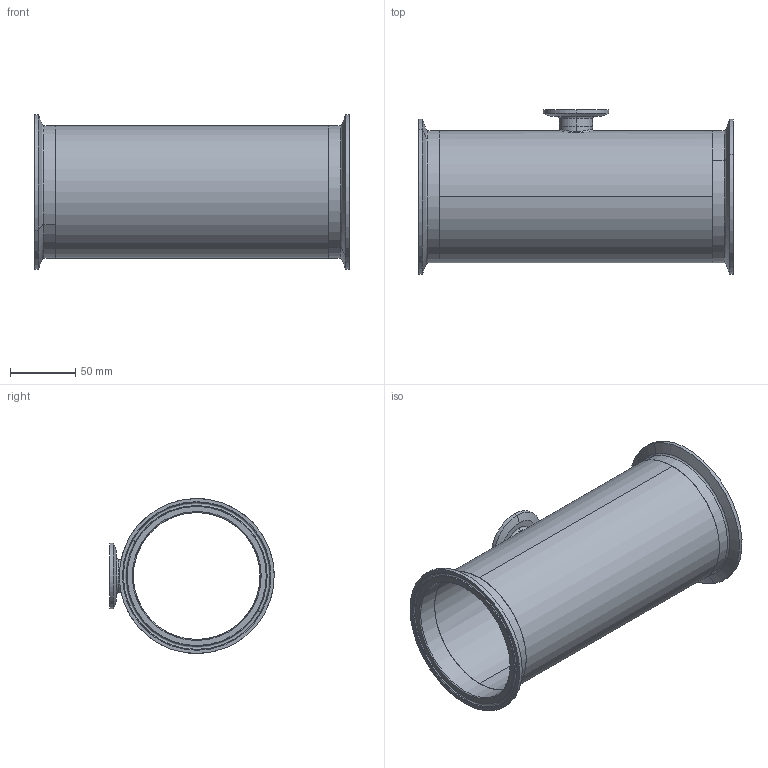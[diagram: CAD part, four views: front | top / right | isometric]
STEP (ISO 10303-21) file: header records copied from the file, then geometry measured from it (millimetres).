
FILE_DESCRIPTION (( 'STEP AP214' ), '1' );
FILE_NAME ('DT20 101.6x25.4.STEP', '2014-02-12T07:33:34', ( '' ), ( '' ), 'SwSTEP 2.0', 'SolidWorks 2013', '' );
FILE_SCHEMA (( 'AUTOMOTIVE_DESIGN' ));
Length unit declared in the file: inch
Products named in the file (4): 20 101.6; DT14 101.6x25.4; 14 25.4; DT20 101.6x25.4
Assembly tree (4 placements, depth 2):
  DT20 101.6x25.4
    DT14 101.6x25.4
    14 25.4
    20 101.6  x2
Bounding box: 241.4 x 126.16 x 118.91 mm (x, y, z)
Volume: 190404.6 mm3; surface area: 171484.3 mm2
Topology: 4 solids, 4 shells, 91 faces, 188 edges, 110 vertices
Faces by surface type: torus 30, cylinder 26, cone 18, plane 13, bspline 4
Entity records: 2942 total; most frequent: CARTESIAN_POINT 1301, DIRECTION 358, ORIENTED_EDGE 276, AXIS2_PLACEMENT_3D 163, EDGE_CURVE 138, CIRCLE 94, VERTEX_POINT 82, EDGE_LOOP 78
